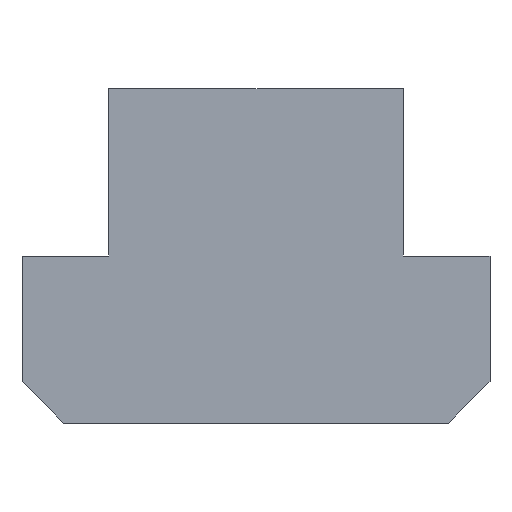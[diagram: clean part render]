
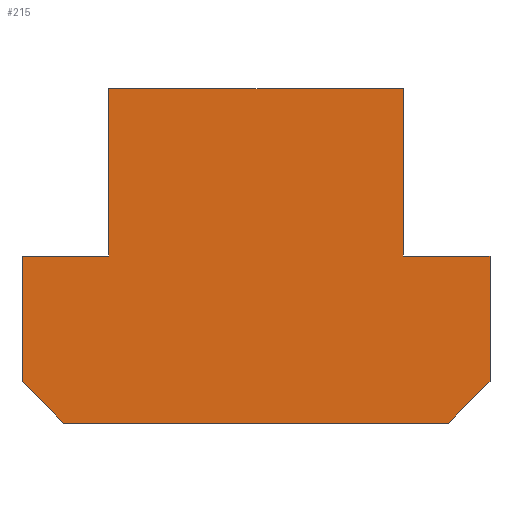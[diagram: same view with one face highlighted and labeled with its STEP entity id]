
A CAD part, front view. The second image highlights one B-rep face of the part: STEP entity #215.
In plain terms, the highlighted planar face has unit normal (0, -1, 0).
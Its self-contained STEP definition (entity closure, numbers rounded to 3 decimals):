
#113=EDGE_CURVE('',#125,#231,#296,.T.);
#123=EDGE_CURVE('',#153,#125,#307,.T.);
#125=VERTEX_POINT('',#309);
#131=EDGE_CURVE('',#229,#145,#317,.T.);
#145=VERTEX_POINT('',#332);
#149=EDGE_CURVE('',#145,#153,#336,.T.);
#153=VERTEX_POINT('',#340);
#161=EDGE_CURVE('',#171,#229,#349,.T.);
#167=EDGE_CURVE('',#181,#171,#355,.T.);
#171=VERTEX_POINT('',#360);
#181=VERTEX_POINT('',#370);
#183=EDGE_CURVE('',#205,#181,#372,.T.);
#205=VERTEX_POINT('',#398);
#207=EDGE_CURVE('',#269,#205,#400,.T.);
#215=ADVANCED_FACE('',(#408),#409,.T.);
#219=EDGE_CURVE('',#231,#249,#413,.T.);
#229=VERTEX_POINT('',#425);
#231=VERTEX_POINT('',#427);
#243=EDGE_CURVE('',#249,#269,#440,.T.);
#249=VERTEX_POINT('',#447);
#269=VERTEX_POINT('',#469);
#296=LINE('',#486,#487);
#307=LINE('',#503,#504);
#309=CARTESIAN_POINT('',(14.0,-14.0,0.0));
#317=LINE('',#515,#516);
#332=CARTESIAN_POINT('',(8.8,-14.0,10.0));
#336=LINE('',#541,#542);
#340=CARTESIAN_POINT('',(8.8,-14.0,0.0));
#349=LINE('',#560,#561);
#355=LINE('',#570,#571);
#360=CARTESIAN_POINT('',(-8.8,-14.0,0.0));
#370=CARTESIAN_POINT('',(-14.,-14.0,0.0));
#372=LINE('',#595,#596);
#398=CARTESIAN_POINT('',(-14.,-14.0,-7.5));
#400=LINE('',#632,#633);
#408=FACE_OUTER_BOUND('',#643,.T.);
#409=PLANE('',#644);
#413=LINE('',#651,#652);
#425=CARTESIAN_POINT('',(-8.8,-14.0,10.0));
#427=CARTESIAN_POINT('',(14.0,-14.0,-7.5));
#440=LINE('',#690,#691);
#447=CARTESIAN_POINT('',(11.5,-14.0,-10.0));
#469=CARTESIAN_POINT('',(-11.5,-14.0,-10.0));
#486=CARTESIAN_POINT('',(14.0,-14.0,-7.5));
#487=VECTOR('',#745,1.0);
#503=CARTESIAN_POINT('',(14.0,-14.0,0.0));
#504=VECTOR('',#756,1.0);
#515=CARTESIAN_POINT('',(8.8,-14.0,10.0));
#516=VECTOR('',#773,1.0);
#541=CARTESIAN_POINT('',(8.8,-14.0,0.0));
#542=VECTOR('',#787,1.0);
#560=CARTESIAN_POINT('',(-8.8,-14.0,10.0));
#561=VECTOR('',#798,1.0);
#570=CARTESIAN_POINT('',(-8.8,-14.0,0.0));
#571=VECTOR('',#800,1.0);
#595=CARTESIAN_POINT('',(-14.,-14.0,0.0));
#596=VECTOR('',#812,1.0);
#632=CARTESIAN_POINT('',(-14.,-14.0,-7.5));
#633=VECTOR('',#845,1.0);
#643=EDGE_LOOP('',(#848,#849,#850,#851,#852,#853,#854,#855,#856,#857));
#644=AXIS2_PLACEMENT_3D('',#858,#859,#860);
#651=CARTESIAN_POINT('',(11.5,-14.0,-10.0));
#652=VECTOR('',#862,1.0);
#690=CARTESIAN_POINT('',(-11.5,-14.0,-10.0));
#691=VECTOR('',#897,1.0);
#745=DIRECTION('',(0.0,0.,-1.0));
#756=DIRECTION('',(1.0,0.0,0.0));
#773=DIRECTION('',(1.0,0.0,0.0));
#787=DIRECTION('',(0.0,0.,-1.0));
#798=DIRECTION('',(0.0,0.,1.0));
#800=DIRECTION('',(1.0,0.0,0.0));
#812=DIRECTION('',(0.0,0.,1.0));
#845=DIRECTION('',(-0.707,0.,0.707));
#848=ORIENTED_EDGE('',*,*,#219,.F.);
#849=ORIENTED_EDGE('',*,*,#113,.F.);
#850=ORIENTED_EDGE('',*,*,#123,.F.);
#851=ORIENTED_EDGE('',*,*,#149,.F.);
#852=ORIENTED_EDGE('',*,*,#131,.F.);
#853=ORIENTED_EDGE('',*,*,#161,.F.);
#854=ORIENTED_EDGE('',*,*,#167,.F.);
#855=ORIENTED_EDGE('',*,*,#183,.F.);
#856=ORIENTED_EDGE('',*,*,#207,.F.);
#857=ORIENTED_EDGE('',*,*,#243,.F.);
#858=CARTESIAN_POINT('',(0.0,-14.0,-0.775));
#859=DIRECTION('',(0.0,-1.0,0.));
#860=DIRECTION('',(1.0,0.0,0.0));
#862=DIRECTION('',(-0.707,0.,-0.707));
#897=DIRECTION('',(-1.0,0.0,0.0));
